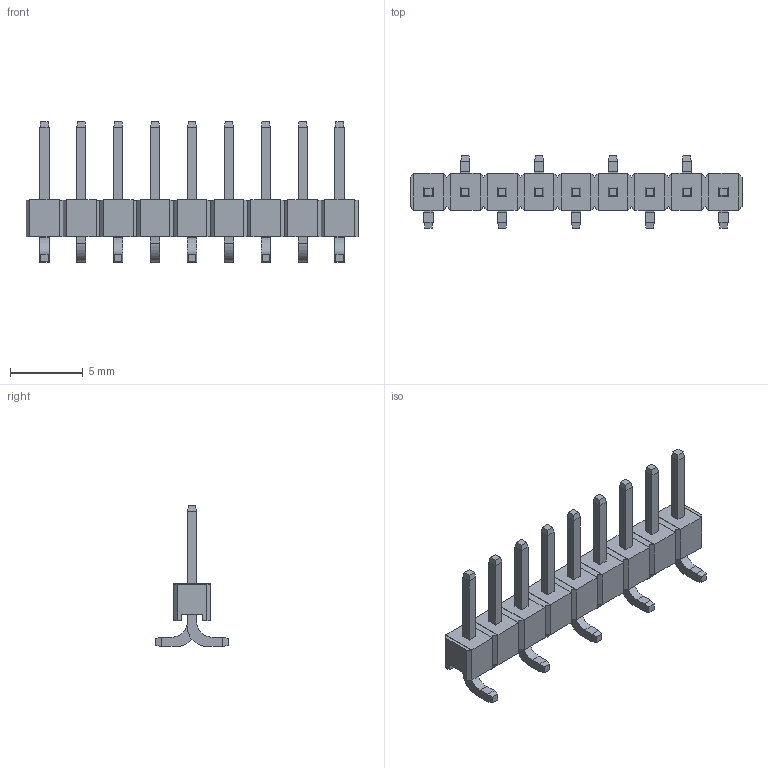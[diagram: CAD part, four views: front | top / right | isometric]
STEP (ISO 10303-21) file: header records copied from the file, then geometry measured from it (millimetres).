
FILE_DESCRIPTION(/* description */ ('Unknown'),/* implementation_level */ '2;1');
FILE_NAME(/* name */ 'Header - SMD - Vertical - 9',/* time_stamp */ '2019-03-07T18:19:41-05:00',/* author */ ('Unknown'),/* organization */ ('Unknown'),/* preprocessor_version */ 'ST-DEVELOPER v16.7',/* originating_system */ 'DEX',/* authorisation */ $);
FILE_SCHEMA (('AUTOMOTIVE_DESIGN {1 0 10303 214 3 1 1}'));
Length unit declared in the file: millimetre
Products named in the file (1): Header - SMD - Vertical - 9
Bounding box: 22.86 x 5 x 9.7 mm (x, y, z)
Volume: 164.2 mm3; surface area: 484 mm2
Topology: 1 solids, 101 shells, 1161 faces, 2715 edges, 1774 vertices
Faces by surface type: plane 925, bspline 218, cylinder 18
Entity records: 46617 total; most frequent: CARTESIAN_POINT 15413, ORIENTED_EDGE 5390, DIRECTION 3217, EDGE_CURVE 2695, VERTEX_POINT 1774, B_SPLINE_CURVE_WITH_KNOTS 1402, EDGE_LOOP 1259, FACE_BOUND 1259
